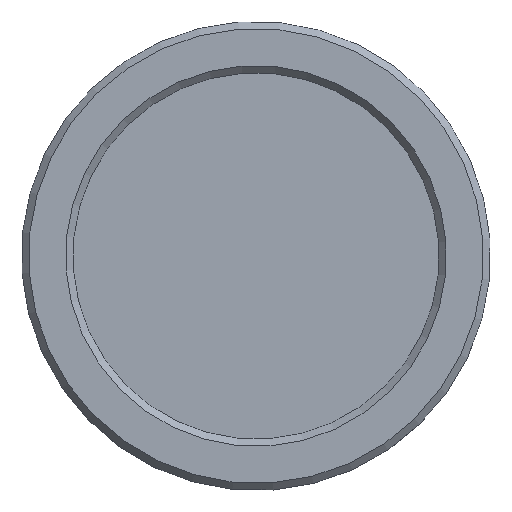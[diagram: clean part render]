
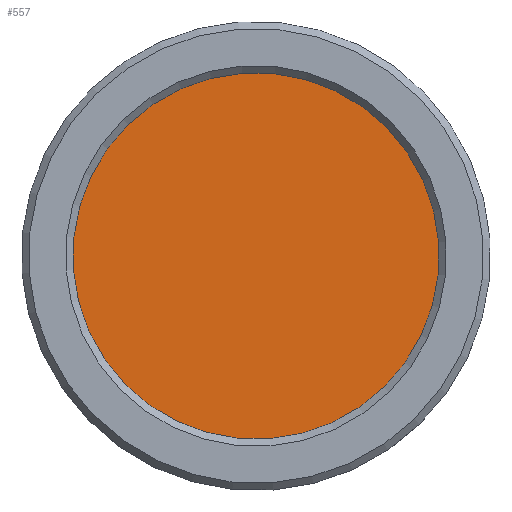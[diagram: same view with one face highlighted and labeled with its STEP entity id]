
A CAD part, top view. The second image highlights one B-rep face of the part: STEP entity #557.
In plain terms, the highlighted planar face has unit normal (0, 0, 1).
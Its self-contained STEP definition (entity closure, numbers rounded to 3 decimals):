
#256=ORIENTED_EDGE('',*,*,#330,.T.);
#330=EDGE_CURVE('',#381,#381,#408,.F.);
#381=VERTEX_POINT('',#959);
#408=CIRCLE('',#633,25.499);
#451=EDGE_LOOP('',(#256));
#498=FACE_BOUND('',#451,.T.);
#525=PLANE('',#632);
#557=ADVANCED_FACE('',(#498),#525,.F.);
#632=AXIS2_PLACEMENT_3D('',#957,#796,#797);
#633=AXIS2_PLACEMENT_3D('',#958,#798,#799);
#796=DIRECTION('',(0.,0.,-1.));
#797=DIRECTION('',(-1.,0.,0.));
#798=DIRECTION('',(0.,0.,-1.));
#799=DIRECTION('',(-1.,0.,0.));
#957=CARTESIAN_POINT('',(0.,0.,3.54));
#958=CARTESIAN_POINT('',(0.,0.,3.54));
#959=CARTESIAN_POINT('',(-25.499,0.,3.54));
